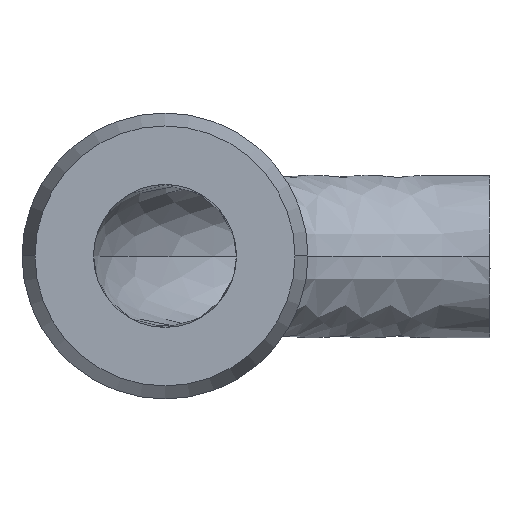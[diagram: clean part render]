
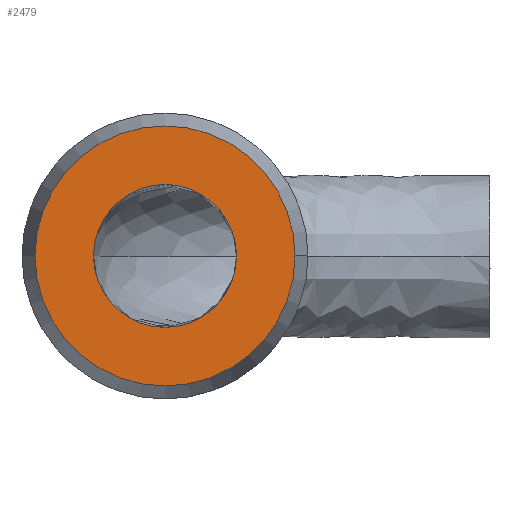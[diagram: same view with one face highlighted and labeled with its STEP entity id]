
A CAD part, top view. The second image highlights one B-rep face of the part: STEP entity #2479.
In plain terms, the highlighted planar face has unit normal (0, 0, 1).
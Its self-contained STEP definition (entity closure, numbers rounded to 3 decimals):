
#57 = VERTEX_POINT ( 'NONE', #4098 ) ;
#204 = CIRCLE ( 'NONE', #682, 11. ) ;
#234 = CARTESIAN_POINT ( 'NONE',  ( -50., 0., 0. ) ) ;
#398 = VERTEX_POINT ( 'NONE', #1441 ) ;
#505 = VERTEX_POINT ( 'NONE', #6002 ) ;
#554 = CIRCLE ( 'NONE', #4746, 20. ) ;
#630 = DIRECTION ( 'NONE',  ( 0., 0., 1. ) ) ;
#682 = AXIS2_PLACEMENT_3D ( 'NONE', #6166, #3257, #938 ) ;
#734 = ORIENTED_EDGE ( 'NONE', *, *, #6357, .T. ) ;
#938 = DIRECTION ( 'NONE',  ( 1., 0., 0. ) ) ;
#1003 = AXIS2_PLACEMENT_3D ( 'NONE', #234, #4171, #6447 ) ;
#1158 = AXIS2_PLACEMENT_3D ( 'NONE', #2100, #5468, #6093 ) ;
#1343 = ORIENTED_EDGE ( 'NONE', *, *, #4903, .F. ) ;
#1441 = CARTESIAN_POINT ( 'NONE',  ( -61., 0., 0. ) ) ;
#1510 = CARTESIAN_POINT ( 'NONE',  ( -61., 0., 0. ) ) ;
#2077 = FACE_OUTER_BOUND ( 'NONE', #6721, .T. ) ;
#2100 = CARTESIAN_POINT ( 'NONE',  ( -50., 0., 0. ) ) ;
#2479 = ADVANCED_FACE ( 'NONE', ( #7205, #2077 ), #3793, .F. ) ;
#3257 = DIRECTION ( 'NONE',  ( 0., 0., 1. ) ) ;
#3337 = DIRECTION ( 'NONE',  ( -1., 0., 0. ) ) ;
#3537 = EDGE_LOOP ( 'NONE', ( #1343, #4625 ) ) ;
#3574 = EDGE_CURVE ( 'NONE', #398, #7403, #6137, .T. ) ;
#3793 = PLANE ( 'NONE',  #6253 ) ;
#4098 = CARTESIAN_POINT ( 'NONE',  ( -70., 0., 0. ) ) ;
#4171 = DIRECTION ( 'NONE',  ( 0., 0., 1. ) ) ;
#4441 = ORIENTED_EDGE ( 'NONE', *, *, #5361, .T. ) ;
#4625 = ORIENTED_EDGE ( 'NONE', *, *, #3574, .F. ) ;
#4746 = AXIS2_PLACEMENT_3D ( 'NONE', #6968, #630, #5088 ) ;
#4903 = EDGE_CURVE ( 'NONE', #7403, #398, #204, .T. ) ;
#5088 = DIRECTION ( 'NONE',  ( 1., 0., 0. ) ) ;
#5361 = EDGE_CURVE ( 'NONE', #57, #505, #5573, .T. ) ;
#5468 = DIRECTION ( 'NONE',  ( 0., 0., 1. ) ) ;
#5573 = CIRCLE ( 'NONE', #1158, 20. ) ;
#6002 = CARTESIAN_POINT ( 'NONE',  ( -30., 0., 0. ) ) ;
#6071 = DIRECTION ( 'NONE',  ( 0., 0., -1. ) ) ;
#6093 = DIRECTION ( 'NONE',  ( 1., 0., 0. ) ) ;
#6137 = CIRCLE ( 'NONE', #1003, 11. ) ;
#6166 = CARTESIAN_POINT ( 'NONE',  ( -50., 0., 0. ) ) ;
#6253 = AXIS2_PLACEMENT_3D ( 'NONE', #1510, #6071, #3337 ) ;
#6357 = EDGE_CURVE ( 'NONE', #505, #57, #554, .T. ) ;
#6447 = DIRECTION ( 'NONE',  ( 1., 0., 0. ) ) ;
#6477 = CARTESIAN_POINT ( 'NONE',  ( -39., 0., 0. ) ) ;
#6721 = EDGE_LOOP ( 'NONE', ( #4441, #734 ) ) ;
#6968 = CARTESIAN_POINT ( 'NONE',  ( -50., 0., 0. ) ) ;
#7205 = FACE_BOUND ( 'NONE', #3537, .T. ) ;
#7403 = VERTEX_POINT ( 'NONE', #6477 ) ;
